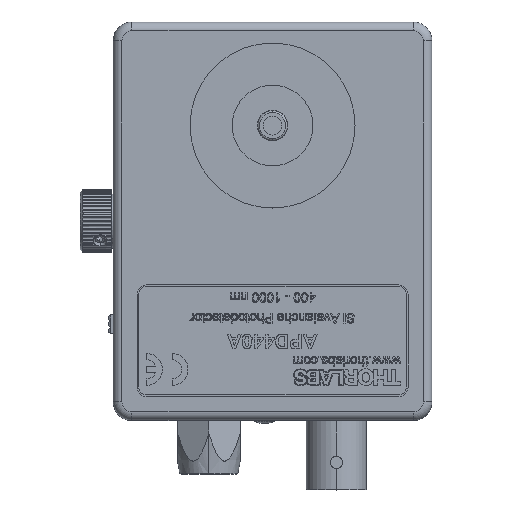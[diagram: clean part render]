
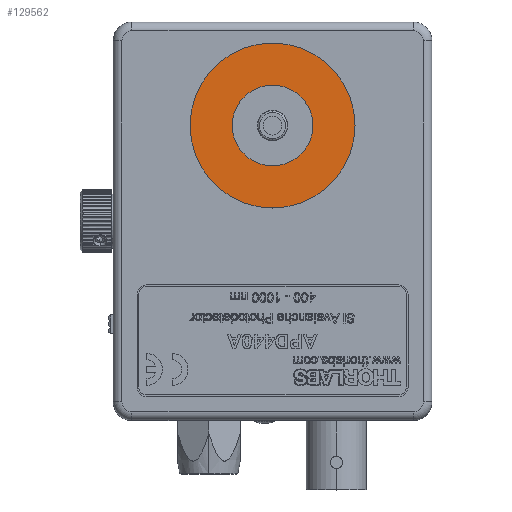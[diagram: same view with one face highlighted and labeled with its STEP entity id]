
A CAD part, top view. The second image highlights one B-rep face of the part: STEP entity #129562.
In plain terms, the highlighted planar face has unit normal (0, 0, 1).
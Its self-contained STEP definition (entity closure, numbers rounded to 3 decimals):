
#4810 = ORIENTED_EDGE ( 'NONE', *, *, #116648, .F. ) ;
#5932 = CIRCLE ( 'NONE', #98777, 13.144 ) ;
#14256 = CARTESIAN_POINT ( 'NONE',  ( 25.4, 47., 27.4 ) ) ;
#25116 = CARTESIAN_POINT ( 'NONE',  ( 38.544, 47., 27.4 ) ) ;
#27112 = ORIENTED_EDGE ( 'NONE', *, *, #77797, .T. ) ;
#32015 = DIRECTION ( 'NONE',  ( 1., 0., 0. ) ) ;
#44852 = CARTESIAN_POINT ( 'NONE',  ( 25.4, 47., 27.4 ) ) ;
#45060 = VERTEX_POINT ( 'NONE', #188193 ) ;
#48169 = CARTESIAN_POINT ( 'NONE',  ( 18.961, 47., 27.4 ) ) ;
#50269 = FACE_OUTER_BOUND ( 'NONE', #201702, .T. ) ;
#51135 = CARTESIAN_POINT ( 'NONE',  ( 25.4, 47., 27.4 ) ) ;
#61185 = DIRECTION ( 'NONE',  ( 0., 0., 1. ) ) ;
#62573 = DIRECTION ( 'NONE',  ( 1., 0., 0. ) ) ;
#64321 = CIRCLE ( 'NONE', #76933, 13.144 ) ;
#65344 = AXIS2_PLACEMENT_3D ( 'NONE', #51135, #210070, #104251 ) ;
#76933 = AXIS2_PLACEMENT_3D ( 'NONE', #166908, #61185, #184598 ) ;
#77797 = EDGE_CURVE ( 'NONE', #45060, #87245, #64321, .T. ) ;
#87245 = VERTEX_POINT ( 'NONE', #25116 ) ;
#97446 = CARTESIAN_POINT ( 'NONE',  ( 25.4, 47., 27.4 ) ) ;
#98777 = AXIS2_PLACEMENT_3D ( 'NONE', #14256, #137624, #32015 ) ;
#104251 = DIRECTION ( 'NONE',  ( 1., 0., 0. ) ) ;
#115168 = DIRECTION ( 'NONE',  ( 1., 0., 0. ) ) ;
#116648 = EDGE_CURVE ( 'NONE', #224059, #189701, #198394, .T. ) ;
#129562 = ADVANCED_FACE ( 'NONE', ( #191007, #50269 ), #192284, .T. ) ;
#137624 = DIRECTION ( 'NONE',  ( 0., 0., 1. ) ) ;
#138836 = ORIENTED_EDGE ( 'NONE', *, *, #147959, .T. ) ;
#145316 = AXIS2_PLACEMENT_3D ( 'NONE', #97446, #220949, #115168 ) ;
#147959 = EDGE_CURVE ( 'NONE', #87245, #45060, #5932, .T. ) ;
#160609 = EDGE_CURVE ( 'NONE', #189701, #224059, #200484, .T. ) ;
#166908 = CARTESIAN_POINT ( 'NONE',  ( 25.4, 47., 27.4 ) ) ;
#168284 = DIRECTION ( 'NONE',  ( 0., 0., 1. ) ) ;
#184598 = DIRECTION ( 'NONE',  ( 1., 0., 0. ) ) ;
#188193 = CARTESIAN_POINT ( 'NONE',  ( 12.255, 47., 27.4 ) ) ;
#189701 = VERTEX_POINT ( 'NONE', #204664 ) ;
#191007 = FACE_BOUND ( 'NONE', #201678, .T. ) ;
#192284 = PLANE ( 'NONE',  #65344 ) ;
#198394 = CIRCLE ( 'NONE', #145316, 6.439 ) ;
#200484 = CIRCLE ( 'NONE', #206311, 6.439 ) ;
#201678 = EDGE_LOOP ( 'NONE', ( #210067, #4810 ) ) ;
#201702 = EDGE_LOOP ( 'NONE', ( #27112, #138836 ) ) ;
#204664 = CARTESIAN_POINT ( 'NONE',  ( 31.839, 47., 27.4 ) ) ;
#206311 = AXIS2_PLACEMENT_3D ( 'NONE', #44852, #168284, #62573 ) ;
#210067 = ORIENTED_EDGE ( 'NONE', *, *, #160609, .F. ) ;
#210070 = DIRECTION ( 'NONE',  ( 0., 0., 1. ) ) ;
#220949 = DIRECTION ( 'NONE',  ( 0., 0., 1. ) ) ;
#224059 = VERTEX_POINT ( 'NONE', #48169 ) ;
